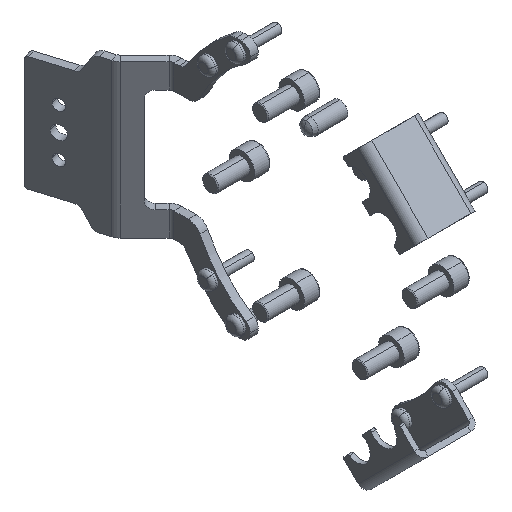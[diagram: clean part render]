
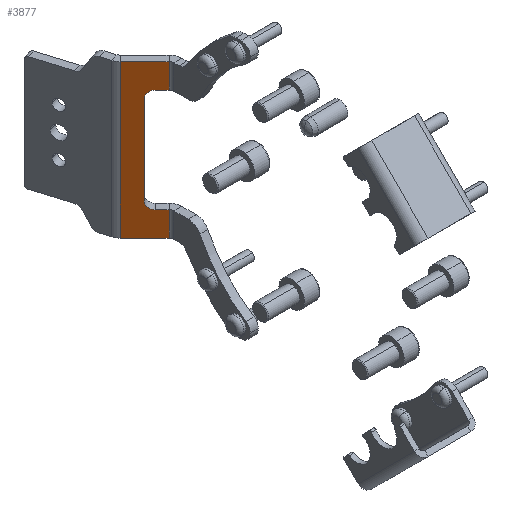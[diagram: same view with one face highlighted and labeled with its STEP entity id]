
A CAD part, isometric view. The second image highlights one B-rep face of the part: STEP entity #3877.
In plain terms, the highlighted planar face has unit normal (-0.707, -0.707, 0).
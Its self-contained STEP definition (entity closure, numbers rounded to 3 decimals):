
#103 = VERTEX_POINT ( 'NONE', #9188 ) ;
#147 = VERTEX_POINT ( 'NONE', #1000 ) ;
#177 = AXIS2_PLACEMENT_3D ( 'NONE', #1811, #7704, #2606 ) ;
#187 = VERTEX_POINT ( 'NONE', #7294 ) ;
#448 = DIRECTION ( 'NONE',  ( -0.707, 0.707, 0. ) ) ;
#481 = ORIENTED_EDGE ( 'NONE', *, *, #5627, .T. ) ;
#667 = LINE ( 'NONE', #7688, #8947 ) ;
#784 = DIRECTION ( 'NONE',  ( 0.707, -0.707, 0. ) ) ;
#896 = ORIENTED_EDGE ( 'NONE', *, *, #3109, .T. ) ;
#1000 = CARTESIAN_POINT ( 'NONE',  ( 1802.071, 93.838, 1922.1 ) ) ;
#1035 = VECTOR ( 'NONE', #6640, 1000. ) ;
#1109 = VECTOR ( 'NONE', #7256, 1000. ) ;
#1152 = CARTESIAN_POINT ( 'NONE',  ( 1786.747, 109.163, 1922.1 ) ) ;
#1185 = CARTESIAN_POINT ( 'NONE',  ( 1794.293, 101.616, 1889. ) ) ;
#1419 = DIRECTION ( 'NONE',  ( 0.707, 0.707, 0. ) ) ;
#1707 = CARTESIAN_POINT ( 'NONE',  ( 1802.071, 93.838, 1889. ) ) ;
#1758 = LINE ( 'NONE', #1707, #5189 ) ;
#1765 = ORIENTED_EDGE ( 'NONE', *, *, #7652, .T. ) ;
#1786 = VERTEX_POINT ( 'NONE', #1152 ) ;
#1794 = AXIS2_PLACEMENT_3D ( 'NONE', #8159, #4877, #8796 ) ;
#1811 = CARTESIAN_POINT ( 'NONE',  ( 1802.95, 92.959, 1889. ) ) ;
#1985 = VECTOR ( 'NONE', #7088, 1000. ) ;
#2019 = LINE ( 'NONE', #1185, #1035 ) ;
#2240 = FACE_OUTER_BOUND ( 'NONE', #8791, .T. ) ;
#2449 = LINE ( 'NONE', #9897, #8451 ) ;
#2606 = DIRECTION ( 'NONE',  ( 0.707, -0.707, 0. ) ) ;
#2737 = ORIENTED_EDGE ( 'NONE', *, *, #3122, .T. ) ;
#2996 = CIRCLE ( 'NONE', #1794, 5. ) ;
#3031 = ORIENTED_EDGE ( 'NONE', *, *, #9417, .F. ) ;
#3109 = EDGE_CURVE ( 'NONE', #9544, #103, #667, .T. ) ;
#3122 = EDGE_CURVE ( 'NONE', #5636, #9544, #6634, .T. ) ;
#3160 = ORIENTED_EDGE ( 'NONE', *, *, #9849, .T. ) ;
#3520 = EDGE_CURVE ( 'NONE', #147, #9576, #1758, .T. ) ;
#3689 = LINE ( 'NONE', #6765, #7367 ) ;
#3707 = VERTEX_POINT ( 'NONE', #7312 ) ;
#3847 = VECTOR ( 'NONE', #448, 1000. ) ;
#3877 = ADVANCED_FACE ( 'NONE', ( #2240 ), #5686, .F. ) ;
#4025 = VERTEX_POINT ( 'NONE', #9922 ) ;
#4047 = LINE ( 'NONE', #9380, #1985 ) ;
#4175 = EDGE_CURVE ( 'NONE', #4025, #3707, #3689, .T. ) ;
#4467 = DIRECTION ( 'NONE',  ( 0.707, -0.707, 0. ) ) ;
#4877 = DIRECTION ( 'NONE',  ( 0.707, 0.707, 0. ) ) ;
#5016 = LINE ( 'NONE', #6288, #1109 ) ;
#5034 = DIRECTION ( 'NONE',  ( -0.707, 0.707, 0. ) ) ;
#5189 = VECTOR ( 'NONE', #9374, 1000. ) ;
#5627 = EDGE_CURVE ( 'NONE', #103, #4025, #5016, .T. ) ;
#5636 = VERTEX_POINT ( 'NONE', #8236 ) ;
#5684 = CARTESIAN_POINT ( 'NONE',  ( 1794.293, 101.616, 1942.5 ) ) ;
#5686 = PLANE ( 'NONE',  #177 ) ;
#5920 = LINE ( 'NONE', #6326, #3847 ) ;
#5953 = DIRECTION ( 'NONE',  ( 0.707, -0.707, 0. ) ) ;
#6278 = EDGE_CURVE ( 'NONE', #187, #7108, #2996, .T. ) ;
#6288 = CARTESIAN_POINT ( 'NONE',  ( 1802.071, 93.838, 1889. ) ) ;
#6326 = CARTESIAN_POINT ( 'NONE',  ( 1802.95, 92.959, 1937.5 ) ) ;
#6352 = ORIENTED_EDGE ( 'NONE', *, *, #6278, .T. ) ;
#6634 = CIRCLE ( 'NONE', #7238, 5. ) ;
#6640 = DIRECTION ( 'NONE',  ( 0., 0., 1. ) ) ;
#6765 = CARTESIAN_POINT ( 'NONE',  ( 1802.95, 92.959, 2017.9 ) ) ;
#6807 = CARTESIAN_POINT ( 'NONE',  ( 1797.829, 98.081, 1997.5 ) ) ;
#7088 = DIRECTION ( 'NONE',  ( 0., 0., 1. ) ) ;
#7108 = VERTEX_POINT ( 'NONE', #5684 ) ;
#7238 = AXIS2_PLACEMENT_3D ( 'NONE', #6807, #1419, #784 ) ;
#7256 = DIRECTION ( 'NONE',  ( 0., 0., 1. ) ) ;
#7294 = CARTESIAN_POINT ( 'NONE',  ( 1797.829, 98.081, 1937.5 ) ) ;
#7312 = CARTESIAN_POINT ( 'NONE',  ( 1786.747, 109.163, 2017.9 ) ) ;
#7367 = VECTOR ( 'NONE', #5034, 1000. ) ;
#7652 = EDGE_CURVE ( 'NONE', #9576, #187, #5920, .T. ) ;
#7688 = CARTESIAN_POINT ( 'NONE',  ( 1802.95, 92.959, 2002.5 ) ) ;
#7704 = DIRECTION ( 'NONE',  ( 0.707, 0.707, 0. ) ) ;
#7974 = CARTESIAN_POINT ( 'NONE',  ( 1797.829, 98.081, 2002.5 ) ) ;
#8007 = CARTESIAN_POINT ( 'NONE',  ( 1802.071, 93.838, 1937.5 ) ) ;
#8159 = CARTESIAN_POINT ( 'NONE',  ( 1797.829, 98.081, 1942.5 ) ) ;
#8163 = EDGE_CURVE ( 'NONE', #7108, #5636, #2019, .T. ) ;
#8236 = CARTESIAN_POINT ( 'NONE',  ( 1794.293, 101.616, 1997.5 ) ) ;
#8451 = VECTOR ( 'NONE', #4467, 1000. ) ;
#8791 = EDGE_LOOP ( 'NONE', ( #9703, #3031, #3160, #9933, #1765, #6352, #9977, #2737, #896, #481 ) ) ;
#8796 = DIRECTION ( 'NONE',  ( 0.707, -0.707, 0. ) ) ;
#8947 = VECTOR ( 'NONE', #5953, 1000. ) ;
#9188 = CARTESIAN_POINT ( 'NONE',  ( 1802.071, 93.838, 2002.5 ) ) ;
#9374 = DIRECTION ( 'NONE',  ( 0., 0., 1. ) ) ;
#9380 = CARTESIAN_POINT ( 'NONE',  ( 1786.747, 109.163, 1889. ) ) ;
#9417 = EDGE_CURVE ( 'NONE', #1786, #3707, #4047, .T. ) ;
#9544 = VERTEX_POINT ( 'NONE', #7974 ) ;
#9576 = VERTEX_POINT ( 'NONE', #8007 ) ;
#9703 = ORIENTED_EDGE ( 'NONE', *, *, #4175, .T. ) ;
#9849 = EDGE_CURVE ( 'NONE', #1786, #147, #2449, .T. ) ;
#9897 = CARTESIAN_POINT ( 'NONE',  ( 1802.95, 92.959, 1922.1 ) ) ;
#9922 = CARTESIAN_POINT ( 'NONE',  ( 1802.071, 93.838, 2017.9 ) ) ;
#9933 = ORIENTED_EDGE ( 'NONE', *, *, #3520, .T. ) ;
#9977 = ORIENTED_EDGE ( 'NONE', *, *, #8163, .T. ) ;
